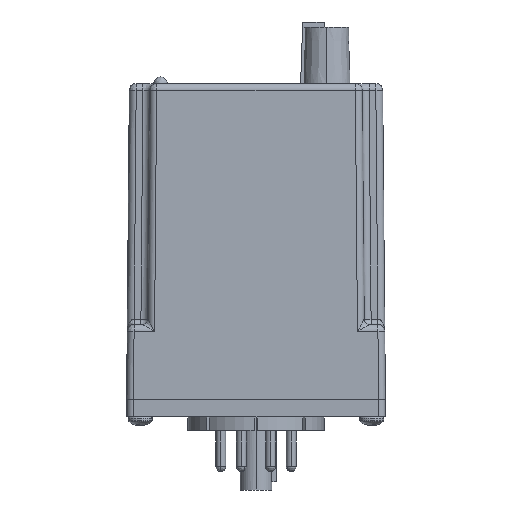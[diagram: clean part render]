
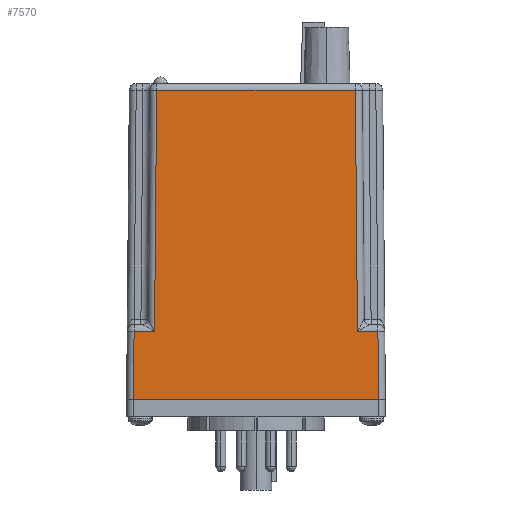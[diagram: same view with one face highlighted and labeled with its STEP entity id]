
A CAD part, left-side view. The second image highlights one B-rep face of the part: STEP entity #7570.
In plain terms, the highlighted planar face has unit normal (-1, 0, 0.009).
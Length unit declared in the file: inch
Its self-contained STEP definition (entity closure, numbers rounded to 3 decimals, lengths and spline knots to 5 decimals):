
#651 = DIRECTION ( 'NONE',  ( -0.009, 0.009, -1. ) ) ;
#755 = FACE_OUTER_BOUND ( 'NONE', #6034, .T. ) ;
#1078 = VECTOR ( 'NONE', #12682, 39.37008 ) ;
#1372 = CARTESIAN_POINT ( 'NONE',  ( -0.86954, -0.93104, 0.62555 ) ) ;
#1617 = VECTOR ( 'NONE', #13221, 39.37008 ) ;
#1638 = CARTESIAN_POINT ( 'NONE',  ( -0.86954, 0.93104, 0.62555 ) ) ;
#2954 = VERTEX_POINT ( 'NONE', #13259 ) ;
#3372 = EDGE_CURVE ( 'NONE', #12910, #6087, #4884, .T. ) ;
#3762 = DIRECTION ( 'NONE',  ( 0.009, 0.009, 1. ) ) ;
#4145 = EDGE_CURVE ( 'NONE', #15152, #5811, #8290, .T. ) ;
#4445 = CARTESIAN_POINT ( 'NONE',  ( -0.85024, -1.1875, 2.83755 ) ) ;
#4756 = VECTOR ( 'NONE', #17696, 39.37008 ) ;
#4878 = ORIENTED_EDGE ( 'NONE', *, *, #19201, .T. ) ;
#4884 = LINE ( 'NONE', #1372, #4756 ) ;
#4986 = VERTEX_POINT ( 'NONE', #5152 ) ;
#5152 = CARTESIAN_POINT ( 'NONE',  ( -0.875, 1.1245, 0. ) ) ;
#5319 = LINE ( 'NONE', #6976, #12354 ) ;
#5689 = AXIS2_PLACEMENT_3D ( 'NONE', #14019, #19148, #13913 ) ;
#5811 = VERTEX_POINT ( 'NONE', #1638 ) ;
#6034 = EDGE_LOOP ( 'NONE', ( #7051, #12683, #11181, #8411, #11574, #4878, #16552, #13319 ) ) ;
#6054 = EDGE_CURVE ( 'NONE', #16060, #4986, #17729, .T. ) ;
#6087 = VERTEX_POINT ( 'NONE', #9858 ) ;
#6976 = CARTESIAN_POINT ( 'NONE',  ( -0.86954, -1.1875, 0.62555 ) ) ;
#7051 = ORIENTED_EDGE ( 'NONE', *, *, #3372, .T. ) ;
#7121 = PLANE ( 'NONE',  #5689 ) ;
#7246 = CARTESIAN_POINT ( 'NONE',  ( -0.86954, 1.11904, 0.62555 ) ) ;
#7446 = CARTESIAN_POINT ( 'NONE',  ( -0.86954, 1.11904, 0.62555 ) ) ;
#7570 = ADVANCED_FACE ( 'NONE', ( #755 ), #7121, .T. ) ;
#7815 = EDGE_CURVE ( 'NONE', #5811, #16060, #5319, .T. ) ;
#7849 = DIRECTION ( 'NONE',  ( 0., 1., 0. ) ) ;
#8290 = LINE ( 'NONE', #16372, #1617 ) ;
#8411 = ORIENTED_EDGE ( 'NONE', *, *, #7815, .T. ) ;
#8662 = CARTESIAN_POINT ( 'NONE',  ( -0.85024, 0.91174, 2.83755 ) ) ;
#9858 = CARTESIAN_POINT ( 'NONE',  ( -0.85024, -0.91174, 2.83755 ) ) ;
#11181 = ORIENTED_EDGE ( 'NONE', *, *, #4145, .T. ) ;
#11574 = ORIENTED_EDGE ( 'NONE', *, *, #6054, .T. ) ;
#12106 = LINE ( 'NONE', #18767, #19261 ) ;
#12124 = DIRECTION ( 'NONE',  ( 0., 1., 0. ) ) ;
#12354 = VECTOR ( 'NONE', #12124, 39.37008 ) ;
#12682 = DIRECTION ( 'NONE',  ( 0., -1., 0. ) ) ;
#12683 = ORIENTED_EDGE ( 'NONE', *, *, #12827, .T. ) ;
#12807 = EDGE_CURVE ( 'NONE', #19324, #12910, #13007, .T. ) ;
#12827 = EDGE_CURVE ( 'NONE', #6087, #15152, #14638, .T. ) ;
#12910 = VERTEX_POINT ( 'NONE', #13719 ) ;
#13007 = LINE ( 'NONE', #15943, #21262 ) ;
#13221 = DIRECTION ( 'NONE',  ( -0.009, 0.009, -1. ) ) ;
#13259 = CARTESIAN_POINT ( 'NONE',  ( -0.875, -1.1245, 0. ) ) ;
#13319 = ORIENTED_EDGE ( 'NONE', *, *, #12807, .T. ) ;
#13719 = CARTESIAN_POINT ( 'NONE',  ( -0.86954, -0.93104, 0.62555 ) ) ;
#13913 = DIRECTION ( 'NONE',  ( 0.009, 0., 1. ) ) ;
#14019 = CARTESIAN_POINT ( 'NONE',  ( -0.875, -1.1875, 0. ) ) ;
#14512 = EDGE_CURVE ( 'NONE', #2954, #19324, #12106, .T. ) ;
#14638 = LINE ( 'NONE', #4445, #20891 ) ;
#14865 = VECTOR ( 'NONE', #651, 39.37008 ) ;
#15152 = VERTEX_POINT ( 'NONE', #8662 ) ;
#15900 = CARTESIAN_POINT ( 'NONE',  ( -0.86954, -1.11904, 0.62555 ) ) ;
#15943 = CARTESIAN_POINT ( 'NONE',  ( -0.86954, -1.1875, 0.62555 ) ) ;
#16060 = VERTEX_POINT ( 'NONE', #7246 ) ;
#16372 = CARTESIAN_POINT ( 'NONE',  ( -0.85024, 0.91174, 2.83755 ) ) ;
#16552 = ORIENTED_EDGE ( 'NONE', *, *, #14512, .T. ) ;
#17471 = DIRECTION ( 'NONE',  ( 0., 1., 0. ) ) ;
#17696 = DIRECTION ( 'NONE',  ( 0.009, 0.009, 1. ) ) ;
#17729 = LINE ( 'NONE', #7446, #14865 ) ;
#17809 = LINE ( 'NONE', #19869, #1078 ) ;
#18767 = CARTESIAN_POINT ( 'NONE',  ( -0.875, -1.1245, 0. ) ) ;
#19148 = DIRECTION ( 'NONE',  ( -1., 0., 0.009 ) ) ;
#19201 = EDGE_CURVE ( 'NONE', #4986, #2954, #17809, .T. ) ;
#19261 = VECTOR ( 'NONE', #3762, 39.37008 ) ;
#19324 = VERTEX_POINT ( 'NONE', #15900 ) ;
#19869 = CARTESIAN_POINT ( 'NONE',  ( -0.875, -1.1875, 0. ) ) ;
#20891 = VECTOR ( 'NONE', #17471, 39.37008 ) ;
#21262 = VECTOR ( 'NONE', #7849, 39.37008 ) ;
